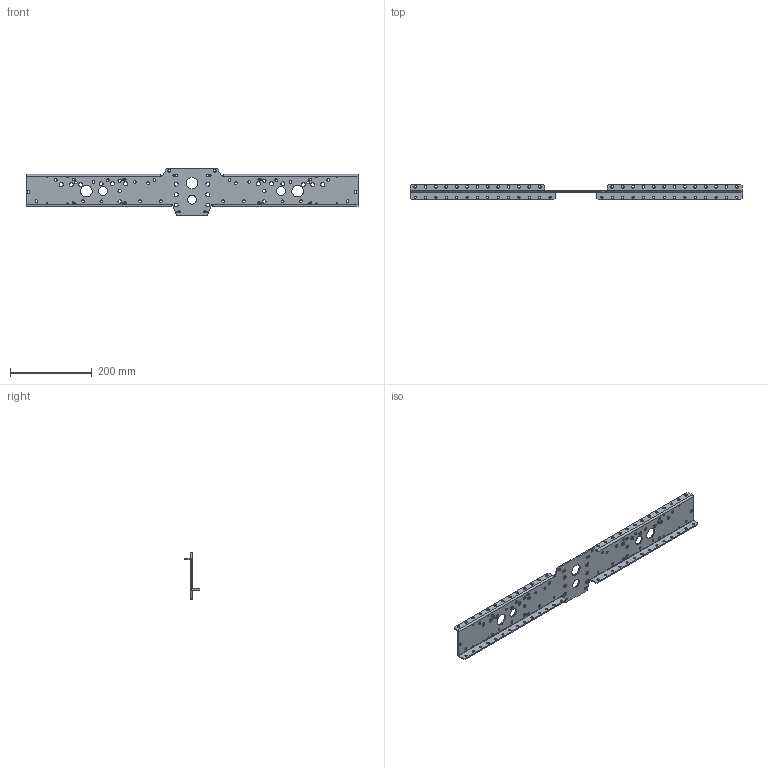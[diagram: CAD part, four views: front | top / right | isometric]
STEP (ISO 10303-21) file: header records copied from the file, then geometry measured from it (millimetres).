
FILE_DESCRIPTION (( 'STEP AP214' ), '1' );
FILE_NAME ('am-2952a AM14U3 Inside Plate.STEP', '2016-02-03T17:35:35', ( '' ), ( '' ), 'SwSTEP 2.0', 'SolidWorks 2014', '' );
FILE_SCHEMA (( 'AUTOMOTIVE_DESIGN' ));
Length unit declared in the file: inch
Products named in the file (1): am-2952a AM14U3 Inside Plate
Bounding box: 812.8 x 38.1 x 116.33 mm (x, y, z)
Volume: 260516.4 mm3; surface area: 180457.9 mm2
Topology: 1 solids, 1 shells, 350 faces, 1020 edges, 672 vertices
Faces by surface type: cylinder 304, plane 46
Entity records: 12516 total; most frequent: DIRECTION 2330, CARTESIAN_POINT 2043, ORIENTED_EDGE 2040, EDGE_CURVE 1020, AXIS2_PLACEMENT_3D 959, VERTEX_POINT 672, EDGE_LOOP 638, CIRCLE 608
